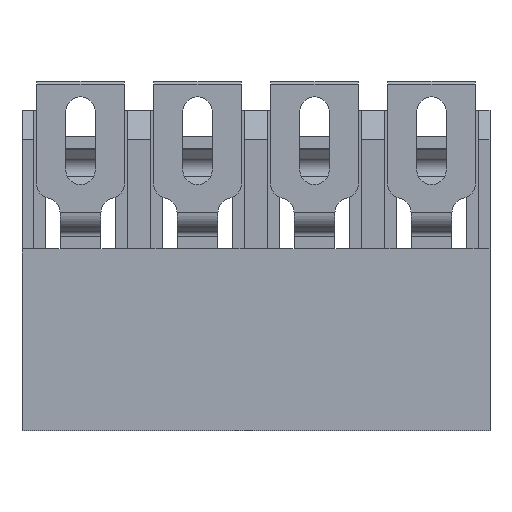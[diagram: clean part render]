
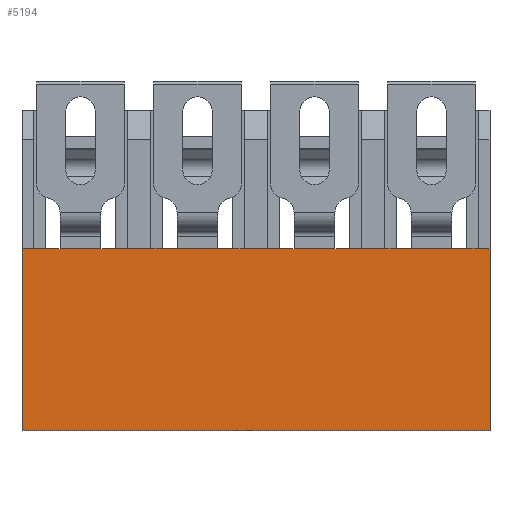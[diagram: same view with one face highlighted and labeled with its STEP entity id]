
A CAD part, front view. The second image highlights one B-rep face of the part: STEP entity #5194.
In plain terms, the highlighted planar face has unit normal (0, -1, 0).
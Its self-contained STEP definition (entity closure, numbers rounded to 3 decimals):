
#368=FACE_OUTER_BOUND('',#647,.T.);
#647=EDGE_LOOP('',(#4066,#4067,#4068,#4069));
#797=LINE('',#7191,#1412);
#855=LINE('',#7311,#1470);
#891=LINE('',#7383,#1506);
#1154=LINE('',#8033,#1769);
#1412=VECTOR('',#5763,3.11);
#1470=VECTOR('',#5845,3.11);
#1506=VECTOR('',#5901,8.);
#1769=VECTOR('',#6506,8.);
#2027=VERTEX_POINT('',#7188);
#2028=VERTEX_POINT('',#7190);
#2077=VERTEX_POINT('',#7308);
#2078=VERTEX_POINT('',#7310);
#2525=EDGE_CURVE('',#2028,#2027,#797,.T.);
#2583=EDGE_CURVE('',#2077,#2078,#855,.T.);
#2619=EDGE_CURVE('',#2028,#2077,#891,.T.);
#2946=EDGE_CURVE('',#2027,#2078,#1154,.T.);
#4066=ORIENTED_EDGE('',*,*,#2525,.T.);
#4067=ORIENTED_EDGE('',*,*,#2946,.T.);
#4068=ORIENTED_EDGE('',*,*,#2583,.F.);
#4069=ORIENTED_EDGE('',*,*,#2619,.F.);
#4871=PLANE('',#5545);
#5194=ADVANCED_FACE('',(#368),#4871,.T.);
#5545=AXIS2_PLACEMENT_3D('',#8079,#6532,#6533);
#5763=DIRECTION('',(0.,0.,-1.));
#5845=DIRECTION('',(0.,0.,-1.));
#5901=DIRECTION('',(1.,0.,0.));
#6506=DIRECTION('',(1.,0.,0.));
#6532=DIRECTION('center_axis',(0.,-1.,0.));
#6533=DIRECTION('ref_axis',(0.,0.,-1.));
#7188=CARTESIAN_POINT('',(-4.,0.,0.));
#7190=CARTESIAN_POINT('',(-4.,0.,3.11));
#7191=CARTESIAN_POINT('',(-4.,0.,3.11));
#7308=CARTESIAN_POINT('',(4.,0.,3.11));
#7310=CARTESIAN_POINT('',(4.,0.,0.));
#7311=CARTESIAN_POINT('',(4.,0.,3.11));
#7383=CARTESIAN_POINT('',(-4.,0.,3.11));
#8033=CARTESIAN_POINT('',(-4.,0.,0.));
#8079=CARTESIAN_POINT('Origin',(-4.,0.,3.11));
